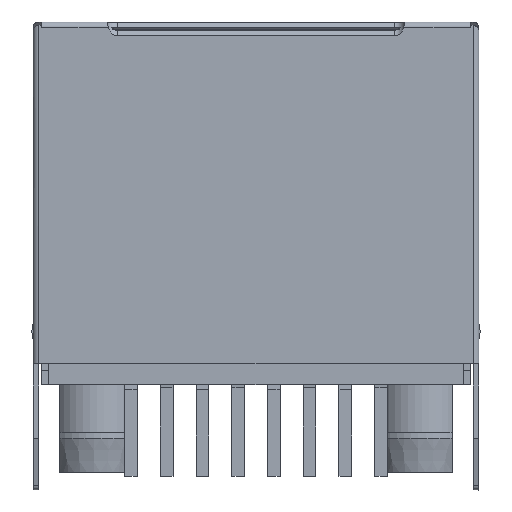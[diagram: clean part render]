
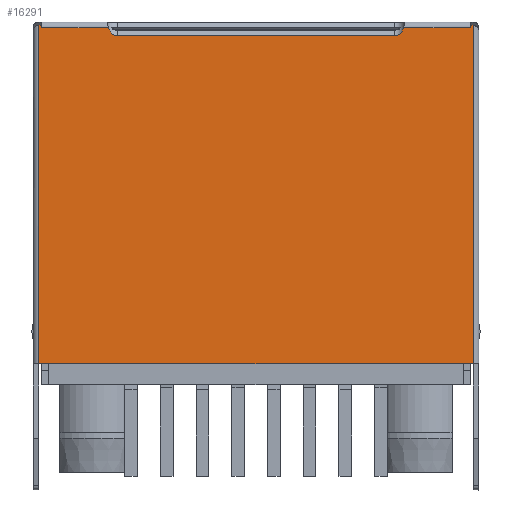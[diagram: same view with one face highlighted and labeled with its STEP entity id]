
A CAD part, left-side view. The second image highlights one B-rep face of the part: STEP entity #16291.
In plain terms, the highlighted planar face has unit normal (-1, 0, 0).
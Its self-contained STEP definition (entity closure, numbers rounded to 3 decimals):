
#4780=DIRECTION('',(0.,-1.,0.));
#4781=VECTOR('',#4780,2.38);
#4782=CARTESIAN_POINT('',(-7.8,-5.245,
6.375));
#4783=LINE('',#4782,#4781);
#4784=DIRECTION('',(0.,0.,1.));
#4785=VECTOR('',#4784,0.08);
#4786=CARTESIAN_POINT('',(-7.8,-7.625,6.375));
#4787=LINE('',#4786,#4785);
#4788=DIRECTION('',(0.,-1.,0.));
#4789=VECTOR('',#4788,0.1);
#4790=CARTESIAN_POINT('',(-7.8,-7.625,6.455));
#4791=LINE('',#4790,#4789);
#4792=DIRECTION('',(0.,-1.,0.));
#4793=VECTOR('',#4792,0.1);
#4794=CARTESIAN_POINT('',(-7.8,7.725,6.455));
#4795=LINE('',#4794,#4793);
#4796=DIRECTION('',(0.,0.,-1.));
#4797=VECTOR('',#4796,0.08);
#4798=CARTESIAN_POINT('',(-7.8,7.625,6.455));
#4799=LINE('',#4798,#4797);
#4800=CARTESIAN_POINT('',(-7.8,5.245,6.375));
#4801=CARTESIAN_POINT('',(-7.8,5.218,6.29));
#4802=CARTESIAN_POINT('',(-7.8,5.159,6.188));
#4803=CARTESIAN_POINT('',(-7.8,5.043,6.102));
#4804=CARTESIAN_POINT('',(-7.8,4.97,6.08));
#4805=CARTESIAN_POINT('',(-7.8,4.925,6.08));
#4807=DIRECTION('',(0.,-1.,0.));
#4808=VECTOR('',#4807,9.85);
#4809=CARTESIAN_POINT('',(-7.8,4.925,6.08));
#4810=LINE('',#4809,#4808);
#4811=CARTESIAN_POINT('',(-7.8,-4.925,6.08));
#4812=CARTESIAN_POINT('',(-7.8,-4.97,6.08));
#4813=CARTESIAN_POINT('',(-7.8,-5.043,6.102));
#4814=CARTESIAN_POINT('',(-7.8,-5.159,6.188));
#4815=CARTESIAN_POINT('',(-7.8,-5.218,6.29));
#4816=CARTESIAN_POINT('',(-7.8,-5.245,6.375));
#5142=DIRECTION('',(0.,1.,0.));
#5143=VECTOR('',#5142,2.38);
#5144=CARTESIAN_POINT('',(-7.8,5.245,6.375));
#5145=LINE('',#5144,#5143);
#5167=DIRECTION('',(0.,0.,-1.));
#5168=VECTOR('',#5167,12.03);
#5169=CARTESIAN_POINT('',(-7.8,7.725,6.455));
#5170=LINE('',#5169,#5168);
#5184=DIRECTION('',(0.,-1.,0.));
#5185=VECTOR('',#5184,15.45);
#5186=CARTESIAN_POINT('',(-7.8,7.725,-5.575));
#5187=LINE('',#5186,#5185);
#5205=CARTESIAN_POINT('',(-7.8,-7.725,6.455));
#5220=DIRECTION('',(0.,0.,1.));
#5221=VECTOR('',#5220,12.03);
#5222=CARTESIAN_POINT('',(-7.8,-7.725,-5.575));
#5223=LINE('',#5222,#5221);
#9610=CARTESIAN_POINT('',(-7.8,-7.625,6.455));
#9611=VERTEX_POINT('',#9610);
#9612=VERTEX_POINT('',#5205);
#9613=CARTESIAN_POINT('',(-7.8,-7.625,6.375));
#9614=VERTEX_POINT('',#9613);
#9615=CARTESIAN_POINT('',(-7.8,-5.245,
6.375));
#9616=VERTEX_POINT('',#9615);
#9617=CARTESIAN_POINT('',(-7.8,-7.725,-5.575));
#9618=VERTEX_POINT('',#9617);
#9619=CARTESIAN_POINT('',(-7.8,7.725,-5.575));
#9620=VERTEX_POINT('',#9619);
#9621=CARTESIAN_POINT('',(-7.8,7.725,6.455));
#9622=VERTEX_POINT('',#9621);
#9623=CARTESIAN_POINT('',(-7.8,7.625,6.455));
#9624=VERTEX_POINT('',#9623);
#9625=CARTESIAN_POINT('',(-7.8,7.625,6.375));
#9626=VERTEX_POINT('',#9625);
#9627=CARTESIAN_POINT('',(-7.8,5.245,6.375));
#9628=VERTEX_POINT('',#9627);
#9629=VERTEX_POINT('',#4805);
#9630=CARTESIAN_POINT('',(-7.8,-4.925,6.08));
#9631=VERTEX_POINT('',#9630);
#16262=CARTESIAN_POINT('',(-7.8,0.,0.44));
#16263=DIRECTION('',(1.,0.,0.));
#16264=DIRECTION('',(0.,1.,0.));
#16265=AXIS2_PLACEMENT_3D('',#16262,#16263,#16264);
#16266=PLANE('',#16265);
#16268=ORIENTED_EDGE('',*,*,#16267,.T.);
#16269=ORIENTED_EDGE('',*,*,#16255,.T.);
#16270=ORIENTED_EDGE('',*,*,#16244,.T.);
#16272=ORIENTED_EDGE('',*,*,#16271,.F.);
#16274=ORIENTED_EDGE('',*,*,#16273,.F.);
#16276=ORIENTED_EDGE('',*,*,#16275,.F.);
#16278=ORIENTED_EDGE('',*,*,#16277,.T.);
#16280=ORIENTED_EDGE('',*,*,#16279,.T.);
#16282=ORIENTED_EDGE('',*,*,#16281,.F.);
#16284=ORIENTED_EDGE('',*,*,#16283,.T.);
#16286=ORIENTED_EDGE('',*,*,#16285,.T.);
#16288=ORIENTED_EDGE('',*,*,#16287,.T.);
#16289=EDGE_LOOP('',(#16268,#16269,#16270,#16272,#16274,#16276,#16278,#16280,
#16282,#16284,#16286,#16288));
#16290=FACE_OUTER_BOUND('',#16289,.F.);
#16291=ADVANCED_FACE('',(#16290),#16266,.F.);
#4806=B_SPLINE_CURVE_WITH_KNOTS('',3,(#4800,#4801,#4802,#4803,#4804,#4805),
.UNSPECIFIED.,.F.,.F.,(4,1,1,4),(0.,0.5,0.75,1.),.UNSPECIFIED.);
#4817=B_SPLINE_CURVE_WITH_KNOTS('',3,(#4811,#4812,#4813,#4814,#4815,#4816),
.UNSPECIFIED.,.F.,.F.,(4,1,1,4),(0.,0.25,0.5,1.),.UNSPECIFIED.);
#16244=EDGE_CURVE('',#9611,#9612,#4791,.T.);
#16255=EDGE_CURVE('',#9614,#9611,#4787,.T.);
#16267=EDGE_CURVE('',#9616,#9614,#4783,.T.);
#16271=EDGE_CURVE('',#9618,#9612,#5223,.T.);
#16273=EDGE_CURVE('',#9620,#9618,#5187,.T.);
#16275=EDGE_CURVE('',#9622,#9620,#5170,.T.);
#16277=EDGE_CURVE('',#9622,#9624,#4795,.T.);
#16279=EDGE_CURVE('',#9624,#9626,#4799,.T.);
#16281=EDGE_CURVE('',#9628,#9626,#5145,.T.);
#16283=EDGE_CURVE('',#9628,#9629,#4806,.T.);
#16285=EDGE_CURVE('',#9629,#9631,#4810,.T.);
#16287=EDGE_CURVE('',#9631,#9616,#4817,.T.);
